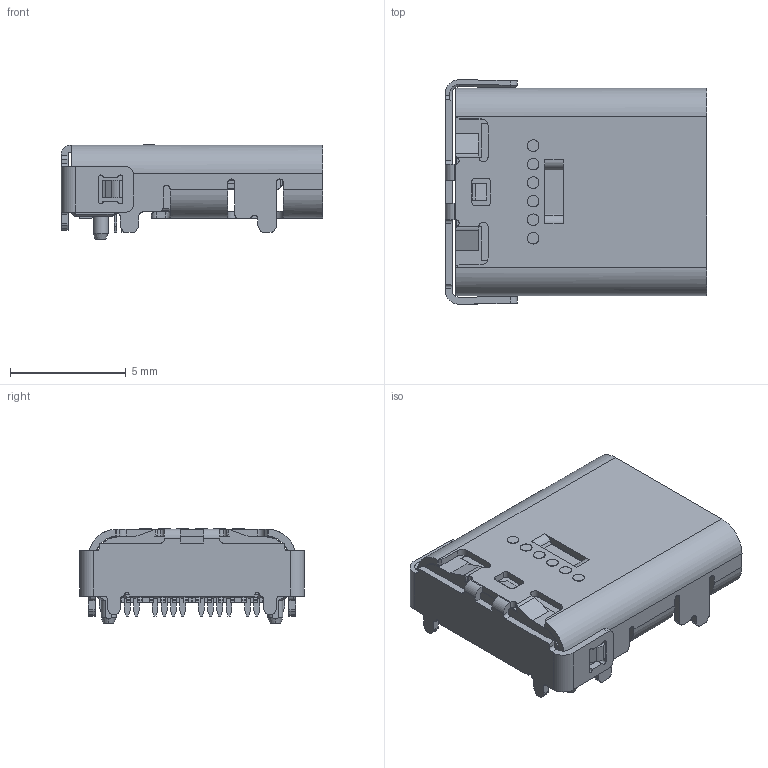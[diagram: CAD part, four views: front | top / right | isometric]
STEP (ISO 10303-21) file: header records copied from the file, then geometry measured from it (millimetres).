
FILE_DESCRIPTION (( 'STEP AP203' ), '1' );
FILE_NAME ('CUI_DEVICES_UJ31-CH-312-SMT-TR.step', '2019-10-22T13:51:50', ( '' ), ( '' ), 'SwSTEP 2.0', 'SolidWorks 2019', '' );
FILE_SCHEMA (( 'CONFIG_CONTROL_DESIGN' ));
Length unit declared in the file: inch
Products named in the file (3): CUI_DEVICES_UJ31-CH-312-SMT-TR; UJ31-CH-31-SMT-TR; UJ31-CH-312-SMT back cover
Assembly tree (2 placements, depth 2):
  CUI_DEVICES_UJ31-CH-312-SMT-TR
    UJ31-CH-31-SMT-TR
    UJ31-CH-312-SMT back cover
Bounding box: 11.3 x 9.7 x 4.08 mm (x, y, z)
Volume: 186.1 mm3; surface area: 732.2 mm2
Topology: 4 solids, 28 shells, 1568 faces, 4521 edges, 3026 vertices
Faces by surface type: plane 1163, cylinder 374, cone 22, bspline 9
Entity records: 52496 total; most frequent: CARTESIAN_POINT 11691, ORIENTED_EDGE 9042, DIRECTION 7537, EDGE_CURVE 4521, LINE 3441, VECTOR 3441, VERTEX_POINT 3026, AXIS2_PLACEMENT_3D 2048
